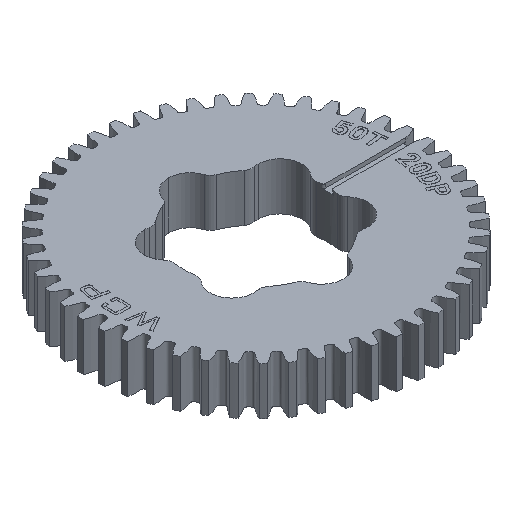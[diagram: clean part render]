
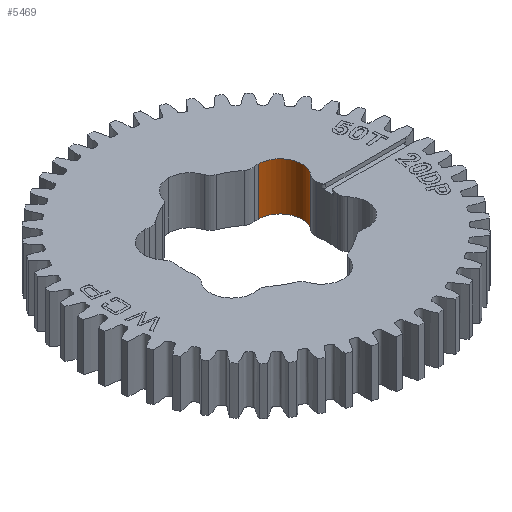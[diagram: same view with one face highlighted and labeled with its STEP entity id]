
A CAD part, isometric view. The second image highlights one B-rep face of the part: STEP entity #5469.
In plain terms, the highlighted cylindrical face has radius 4.366 mm (diameter 8.731 mm), a partial arc.
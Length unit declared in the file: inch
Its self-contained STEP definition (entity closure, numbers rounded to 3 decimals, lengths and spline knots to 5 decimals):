
#17 = CARTESIAN_POINT ( 'NONE',  ( 0.44654, 0.42969, -0.1875 ) ) ;
#519 = LINE ( 'NONE', #12358, #7020 ) ;
#1333 = CIRCLE ( 'NONE', #17481, 0.17188 ) ;
#2407 = AXIS2_PLACEMENT_3D ( 'NONE', #5567, #21788, #3708 ) ;
#2459 = CARTESIAN_POINT ( 'NONE',  ( 0.44654, 0.25781, 0.1875 ) ) ;
#2581 = CARTESIAN_POINT ( 'NONE',  ( 0.57566, 0.14437, 0.1875 ) ) ;
#3708 = DIRECTION ( 'NONE',  ( 0., 1., 0. ) ) ;
#4255 = DIRECTION ( 'NONE',  ( 0., 0., -1. ) ) ;
#4500 = LINE ( 'NONE', #14604, #9776 ) ;
#4533 = AXIS2_PLACEMENT_3D ( 'NONE', #24109, #26102, #8136 ) ;
#4833 = ORIENTED_EDGE ( 'NONE', *, *, #24154, .T. ) ;
#5469 = ADVANCED_FACE ( 'NONE', ( #17679 ), #23783, .F. ) ;
#5567 = CARTESIAN_POINT ( 'NONE',  ( 0.44654, 0.25781, 0.25 ) ) ;
#6393 = EDGE_CURVE ( 'NONE', #22392, #22623, #519, .T. ) ;
#7020 = VECTOR ( 'NONE', #4255, 39.37008 ) ;
#8136 = DIRECTION ( 'NONE',  ( 1., 0., 0. ) ) ;
#9640 = ORIENTED_EDGE ( 'NONE', *, *, #11165, .T. ) ;
#9776 = VECTOR ( 'NONE', #13003, 39.37008 ) ;
#11165 = EDGE_CURVE ( 'NONE', #24382, #22623, #12601, .T. ) ;
#12358 = CARTESIAN_POINT ( 'NONE',  ( 0.57566, 0.14437, 0.25 ) ) ;
#12601 = CIRCLE ( 'NONE', #4533, 0.17188 ) ;
#13003 = DIRECTION ( 'NONE',  ( 0., 0., -1. ) ) ;
#13859 = CARTESIAN_POINT ( 'NONE',  ( 0.44654, 0.42969, 0.1875 ) ) ;
#14604 = CARTESIAN_POINT ( 'NONE',  ( 0.44654, 0.42969, 0.25 ) ) ;
#15576 = ORIENTED_EDGE ( 'NONE', *, *, #6393, .F. ) ;
#17481 = AXIS2_PLACEMENT_3D ( 'NONE', #2459, #24269, #20402 ) ;
#17679 = FACE_OUTER_BOUND ( 'NONE', #22166, .T. ) ;
#20402 = DIRECTION ( 'NONE',  ( -1., 0., 0. ) ) ;
#20653 = EDGE_CURVE ( 'NONE', #24296, #24382, #4500, .T. ) ;
#21281 = CARTESIAN_POINT ( 'NONE',  ( 0.57566, 0.14437, -0.1875 ) ) ;
#21788 = DIRECTION ( 'NONE',  ( 0., 0., -1. ) ) ;
#22166 = EDGE_LOOP ( 'NONE', ( #4833, #23679, #9640, #15576 ) ) ;
#22392 = VERTEX_POINT ( 'NONE', #2581 ) ;
#22623 = VERTEX_POINT ( 'NONE', #21281 ) ;
#23679 = ORIENTED_EDGE ( 'NONE', *, *, #20653, .T. ) ;
#23783 = CYLINDRICAL_SURFACE ( 'NONE', #2407, 0.17188 ) ;
#24109 = CARTESIAN_POINT ( 'NONE',  ( 0.44654, 0.25781, -0.1875 ) ) ;
#24154 = EDGE_CURVE ( 'NONE', #22392, #24296, #1333, .T. ) ;
#24269 = DIRECTION ( 'NONE',  ( 0., 0., 1. ) ) ;
#24296 = VERTEX_POINT ( 'NONE', #13859 ) ;
#24382 = VERTEX_POINT ( 'NONE', #17 ) ;
#26102 = DIRECTION ( 'NONE',  ( 0., 0., -1. ) ) ;
